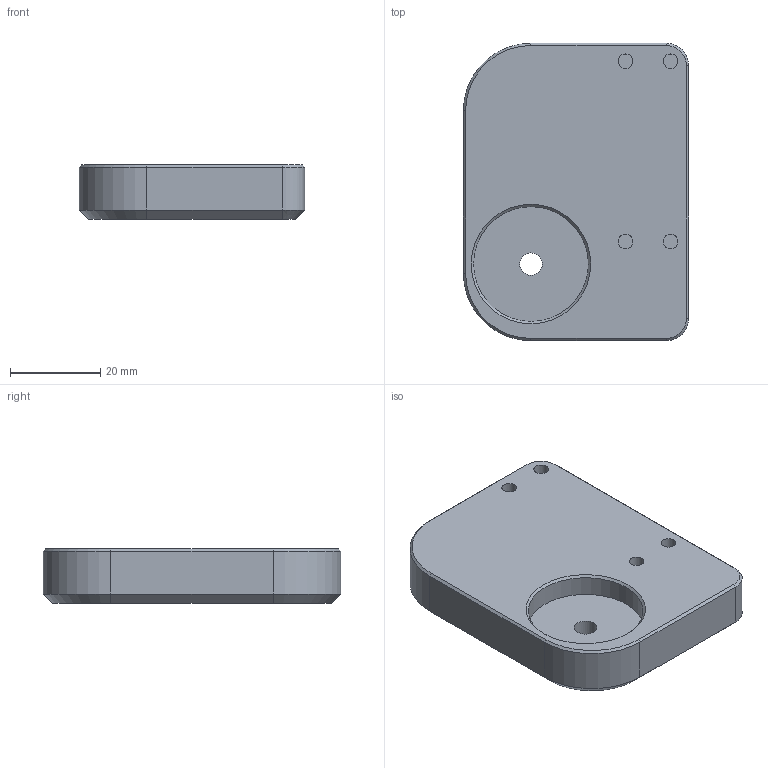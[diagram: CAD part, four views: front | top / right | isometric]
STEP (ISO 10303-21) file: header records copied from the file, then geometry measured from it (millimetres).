
FILE_DESCRIPTION(/* description */ ('Unknown'),/* implementation_level */ '2;1');
FILE_NAME(/* name */ 'Simple LED Mount - Post Mount',/* time_stamp */ '2023-06-13T12:39:49+01:00',/* author */ ('Unknown'),/* organization */ ('Unknown'),/* preprocessor_version */ 'ST-DEVELOPER v18.1',/* originating_system */ 'Solid Edge',/* authorisation */ 'Unknown');
FILE_SCHEMA (('AUTOMOTIVE_DESIGN {1 0 10303 214 3 1 1}'));
Length unit declared in the file: millimetre
Products named in the file (1): Simple LED Mount - Post Mount
Bounding box: 50 x 66 x 12 mm (x, y, z)
Volume: 34781.5 mm3; surface area: 9401.1 mm2
Topology: 1 solids, 1 shells, 39 faces, 79 edges, 47 vertices
Faces by surface type: plane 19, cylinder 10, cone 10
Full cylindrical faces by diameter (mm): 3.242 x4, 5 x1, 25.5 x1
Entity records: 1259 total; most frequent: DIRECTION 180, CARTESIAN_POINT 156, ORIENTED_EDGE 140, EDGE_CURVE 70, AXIS2_PLACEMENT_3D 70, EDGE_LOOP 54, FACE_BOUND 54, VERTEX_POINT 46
